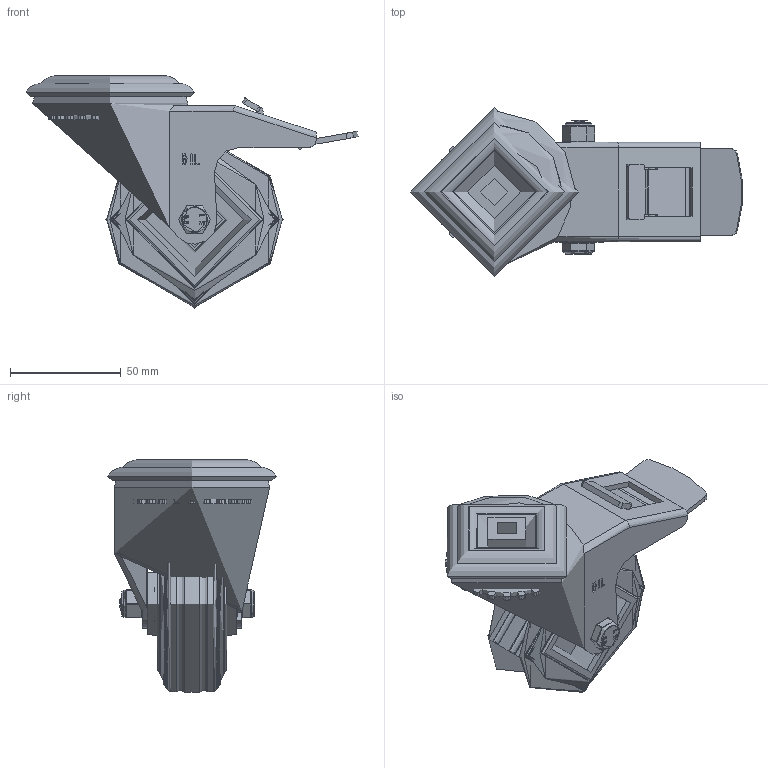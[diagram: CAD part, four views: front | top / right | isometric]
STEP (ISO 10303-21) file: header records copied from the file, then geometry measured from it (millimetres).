
FILE_DESCRIPTION(/* description */ ('','CAx-IF Rec.Pracs.---Representation and Presentation of Product Manufacturing Information (PMI)---4.0---2014-10-13'),/* implementation_level */ '2;1');
FILE_NAME(/* name */ 'BZMM80PSBBH12SWB.step',/* time_stamp */ '2024-12-16T09:42:17Z',/* author */ (''),/* organization */ (''),/* preprocessor_version */ 'ST-DEVELOPER v20',/* originating_system */ 'Autodesk Translation Framework v13.20.0.188',/* authorisation */ '');
FILE_SCHEMA (('AP242_MANAGED_MODEL_BASED_3D_ENGINEERING_MIM_LF { 1 0 10303 442 1 1 4 }'));
Length unit declared in the file: millimetre
Products named in the file (23): BZMM80PSBBH12SWB; BZMM80ASBH12SWB v1; ZINC PLATED, PRESSED STEEL HEAD; ZINC PLATED, PRESSED STEEL FORKS; ZINC PLATED, PRESSED STEEL BRAKE PEDAL; BRAKE PAD; BZMM80WPSRB; RUBBER TYRE; POLYPROPYLENE RIM; POLYPROPYLENE RIM Geometry; CAP; ROLLER BEARING; CAGE; ribs; Component2; TUBEM12X40 v1; ZINC PLATED STEEL TUBE; HEXBOLTM8X55Z8.8 v2; GRADE 8.8 ZINC PLATED BOLT; NYLOCM8Z v1; NYLOC NUT; NUT; RUBBER
Assembly tree (29 placements, depth 5):
  BZMM80PSBBH12SWB
    BZMM80ASBH12SWB v1
      ZINC PLATED, PRESSED STEEL HEAD
      ZINC PLATED, PRESSED STEEL FORKS
      ZINC PLATED, PRESSED STEEL BRAKE PEDAL
      BRAKE PAD
    BZMM80WPSRB
      RUBBER TYRE
      POLYPROPYLENE RIM
        POLYPROPYLENE RIM Geometry
        CAP
      ROLLER BEARING
        CAGE
        ribs
          Component2  x8
    TUBEM12X40 v1
      ZINC PLATED STEEL TUBE
    HEXBOLTM8X55Z8.8 v2
      GRADE 8.8 ZINC PLATED BOLT
    NYLOCM8Z v1
      NYLOC NUT
        NUT
        RUBBER
Bounding box: 149.74 x 76 x 105 mm (x, y, z)
Volume: 183539.6 mm3; surface area: 106712.9 mm2
Topology: 20 solids, 20 shells, 730 faces, 1862 edges, 1181 vertices
Faces by surface type: plane 348, cylinder 248, bspline 41, cone 37, torus 32, sphere 24
Full cylindrical faces by diameter (mm): 0.664 x2, 3.75 x8, 6.446 x7, 7.866 x13, 8 x3, 8.2 x2, 8.4 x1, 8.6 x2, 11.5 x1, 11.9 x1, 12.1 x1, 12.2 x3, 12.5 x1, 19.5 x1, 20 x1, 21.313 x1, 24 x3, 24.9 x1, 25 x1, 38 x1, 48.321 x2, 49.5 x1, 51 x2, 55 x4, 61 x2, 65 x1, 70 x1, 72 x1
Entity records: 28270 total; most frequent: CARTESIAN_POINT 10149, DIRECTION 3717, ORIENTED_EDGE 3670, EDGE_CURVE 1835, AXIS2_PLACEMENT_3D 1341, VERTEX_POINT 1167, LINE 1035, VECTOR 1035
